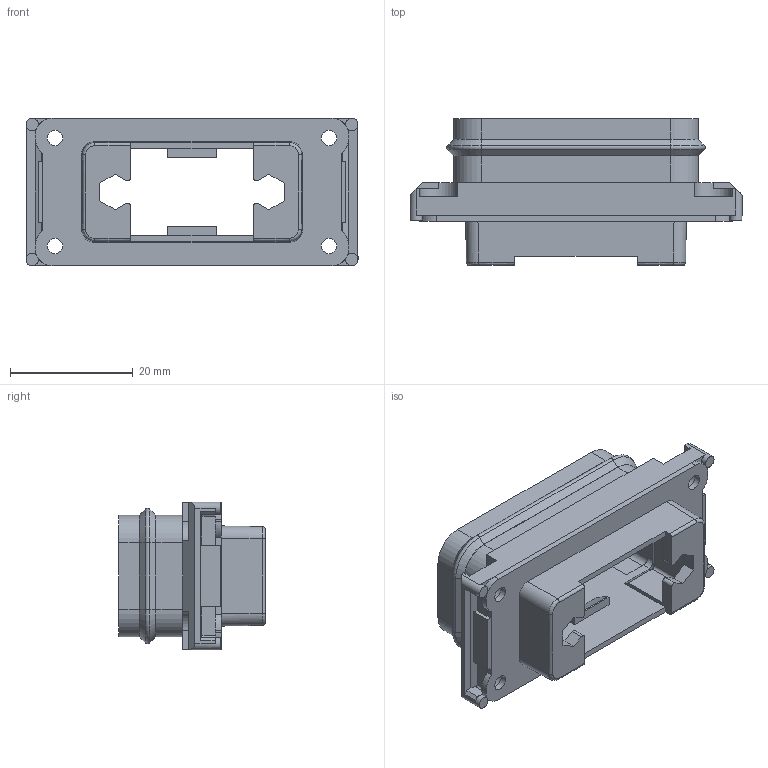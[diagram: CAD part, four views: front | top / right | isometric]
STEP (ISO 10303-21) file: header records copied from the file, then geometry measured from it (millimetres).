
FILE_DESCRIPTION(('Creo Elements/Direct Modeling STEP Export'),'2;1');
FILE_NAME('model.stp','2019-05-23T 1:52:27',(''),(''),'Creo Elements/Direct Modeling STEP processor for AP214 (Solid Model)','Creo Elements/Direct Modeling 20.1A 29-Sep-2018 (C) Parametric Technology GmbH','');
FILE_SCHEMA(('AUTOMOTIVE_DESIGN { 1 0 10303 214 1 1 1 1 }'));
Length unit declared in the file: millimetre
Products named in the file (2): VS-09-A-GC-BLANK
Assembly tree (1 placements, depth 2):
  VS-09-A-GC-BLANK
    VS-09-A-GC-BLANK
Bounding box: 54 x 23.85 x 24 mm (x, y, z)
Volume: 8768.1 mm3; surface area: 7315 mm2
Topology: 1 solids, 1 shells, 337 faces, 900 edges, 572 vertices
Faces by surface type: plane 207, cylinder 96, cone 12, torus 12, extrusion 6, bspline 4
Entity records: 13173 total; most frequent: CARTESIAN_POINT 2221, ORIENTED_EDGE 1800, DIRECTION 1634, EDGE_CURVE 900, VECTOR 620, LINE 614, VERTEX_POINT 572, AXIS2_PLACEMENT_3D 507
